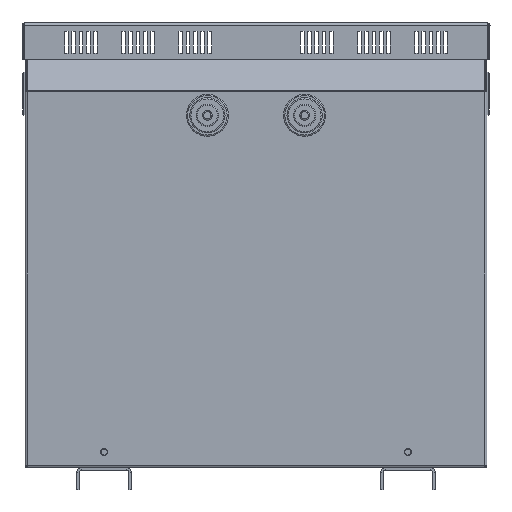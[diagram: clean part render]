
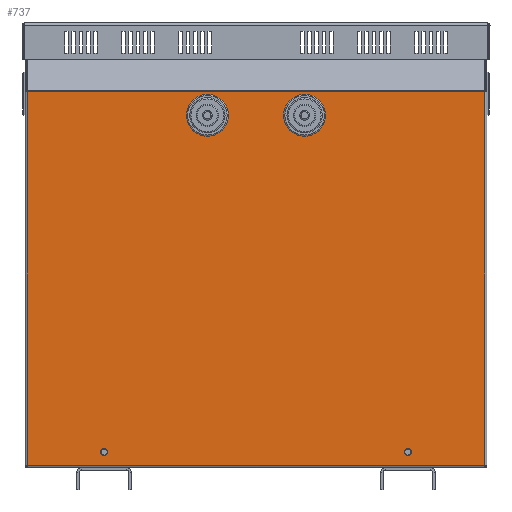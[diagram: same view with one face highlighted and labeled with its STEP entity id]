
A CAD part, front view. The second image highlights one B-rep face of the part: STEP entity #737.
In plain terms, the highlighted planar face has unit normal (0, -1, 0).
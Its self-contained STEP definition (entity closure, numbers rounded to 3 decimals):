
#229=CARTESIAN_POINT('',(53.75,-62.168,225.));
#230=VERTEX_POINT('',#229);
#231=CARTESIAN_POINT('',(37.5,-62.168,225.));
#232=DIRECTION('',(0.0,-1.0,0.0));
#233=DIRECTION('',(0.0,0.0,1.0));
#234=AXIS2_PLACEMENT_3D('',#231,#232,#233);
#235=CIRCLE('',#234,16.25);
#236=EDGE_CURVE('',#230,#230,#235,.T.);
#662=CARTESIAN_POINT('',(77.5,-62.168,90.));
#663=DIRECTION('',(0.0,-1.0,0.0));
#664=DIRECTION('',(1.0,0.0,0.0));
#665=AXIS2_PLACEMENT_3D('',#662,#663,#664);
#666=PLANE('',#665);
#667=CARTESIAN_POINT('',(-110.5,-62.168,-63.));
#668=VERTEX_POINT('',#667);
#669=CARTESIAN_POINT('',(265.5,-62.168,-63.));
#670=VERTEX_POINT('',#669);
#671=CARTESIAN_POINT('',(-110.5,-62.168,-63.));
#672=DIRECTION('',(1.0,0.0,0.0));
#673=VECTOR('',#672,376.0);
#674=LINE('',#671,#673);
#675=EDGE_CURVE('',#668,#670,#674,.T.);
#676=ORIENTED_EDGE('',*,*,#675,.T.);
#677=CARTESIAN_POINT('',(265.5,-62.168,244.464));
#678=VERTEX_POINT('',#677);
#679=CARTESIAN_POINT('',(265.5,-62.168,-63.));
#680=DIRECTION('',(0.0,0.0,1.0));
#681=VECTOR('',#680,307.464);
#682=LINE('',#679,#681);
#683=EDGE_CURVE('',#670,#678,#682,.T.);
#684=ORIENTED_EDGE('',*,*,#683,.T.);
#685=CARTESIAN_POINT('',(-110.5,-62.168,244.464));
#686=VERTEX_POINT('',#685);
#687=CARTESIAN_POINT('',(265.5,-62.168,244.464));
#688=DIRECTION('',(-1.0,0.0,0.0));
#689=VECTOR('',#688,376.);
#690=LINE('',#687,#689);
#691=EDGE_CURVE('',#678,#686,#690,.T.);
#692=ORIENTED_EDGE('',*,*,#691,.T.);
#693=CARTESIAN_POINT('',(-110.5,-62.168,244.464));
#694=DIRECTION('',(0.0,0.0,-1.0));
#695=VECTOR('',#694,307.464);
#696=LINE('',#693,#695);
#697=EDGE_CURVE('',#686,#668,#696,.T.);
#698=ORIENTED_EDGE('',*,*,#697,.T.);
#699=EDGE_LOOP('',(#676,#684,#692,#698));
#700=FACE_OUTER_BOUND('',#699,.T.);
#701=CARTESIAN_POINT('',(133.75,-62.168,225.));
#702=VERTEX_POINT('',#701);
#703=CARTESIAN_POINT('',(117.5,-62.168,225.));
#704=DIRECTION('',(0.0,-1.0,0.0));
#705=DIRECTION('',(0.0,0.0,1.0));
#706=AXIS2_PLACEMENT_3D('',#703,#704,#705);
#707=CIRCLE('',#706,16.25);
#708=EDGE_CURVE('',#702,#702,#707,.T.);
#709=ORIENTED_EDGE('',*,*,#708,.F.);
#710=EDGE_LOOP('',(#709));
#711=FACE_BOUND('',#710,.T.);
#712=CARTESIAN_POINT('',(205.5,-62.168,-52.));
#713=VERTEX_POINT('',#712);
#714=CARTESIAN_POINT('',(202.5,-62.168,-52.));
#715=DIRECTION('',(0.0,1.0,0.0));
#716=DIRECTION('',(-1.0,0.0,0.0));
#717=AXIS2_PLACEMENT_3D('',#714,#715,#716);
#718=CIRCLE('',#717,3.);
#719=EDGE_CURVE('',#713,#713,#718,.T.);
#720=ORIENTED_EDGE('',*,*,#719,.T.);
#721=EDGE_LOOP('',(#720));
#722=FACE_BOUND('',#721,.T.);
#723=CARTESIAN_POINT('',(-44.5,-62.168,-52.));
#724=VERTEX_POINT('',#723);
#725=CARTESIAN_POINT('',(-47.5,-62.168,-52.));
#726=DIRECTION('',(0.0,1.0,0.0));
#727=DIRECTION('',(-1.0,0.0,0.0));
#728=AXIS2_PLACEMENT_3D('',#725,#726,#727);
#729=CIRCLE('',#728,3.);
#730=EDGE_CURVE('',#724,#724,#729,.T.);
#731=ORIENTED_EDGE('',*,*,#730,.T.);
#732=EDGE_LOOP('',(#731));
#733=FACE_BOUND('',#732,.T.);
#734=ORIENTED_EDGE('',*,*,#236,.F.);
#735=EDGE_LOOP('',(#734));
#736=FACE_BOUND('',#735,.T.);
#737=ADVANCED_FACE('',(#700,#711,#722,#733,#736),#666,.T.);
